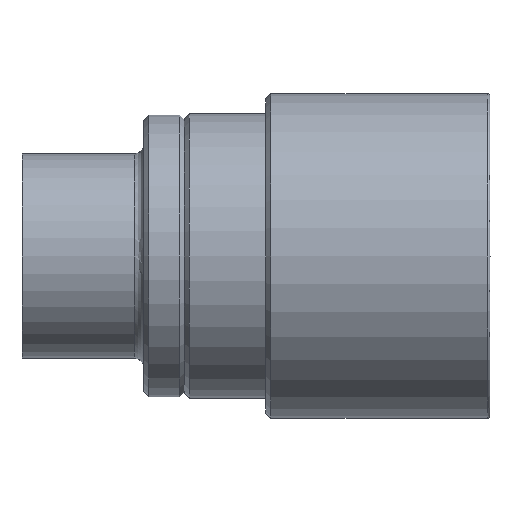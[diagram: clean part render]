
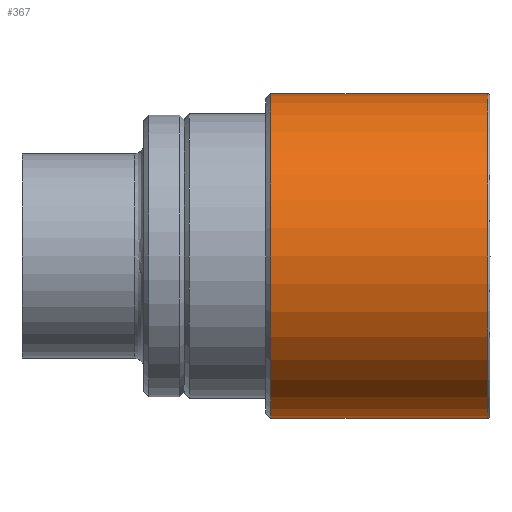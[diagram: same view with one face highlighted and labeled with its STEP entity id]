
A CAD part, front view. The second image highlights one B-rep face of the part: STEP entity #367.
In plain terms, the highlighted cylindrical face has radius 25.4 mm (diameter 50.8 mm), a full revolution.
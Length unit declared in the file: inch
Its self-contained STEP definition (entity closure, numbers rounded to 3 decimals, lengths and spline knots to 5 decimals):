
#145=CARTESIAN_POINT('',(11.98179,7.63805,0.0));
#146=VERTEX_POINT('',#145);
#147=CARTESIAN_POINT('',(11.44179,7.63805,0.0));
#148=VERTEX_POINT('',#147);
#149=CARTESIAN_POINT('',(11.98179,7.63805,0.));
#150=CARTESIAN_POINT('',(11.98179,7.63805,0.03402));
#151=CARTESIAN_POINT('',(11.97491,7.63614,0.07019));
#152=CARTESIAN_POINT('',(11.9472,7.62926,0.13647));
#153=CARTESIAN_POINT('',(11.92638,7.62437,0.1666));
#154=CARTESIAN_POINT('',(11.87856,7.61516,0.21409));
#155=CARTESIAN_POINT('',(11.84832,7.61022,0.23469));
#156=CARTESIAN_POINT('',(11.78194,7.6032,0.26207));
#157=CARTESIAN_POINT('',(11.74578,7.60123,0.26885));
#158=CARTESIAN_POINT('',(11.67779,7.60123,0.26885));
#159=CARTESIAN_POINT('',(11.64163,7.6032,0.26207));
#160=CARTESIAN_POINT('',(11.57525,7.61022,0.23469));
#161=CARTESIAN_POINT('',(11.54501,7.61516,0.21409));
#162=CARTESIAN_POINT('',(11.49719,7.62437,0.1666));
#163=CARTESIAN_POINT('',(11.47637,7.62926,0.13647));
#164=CARTESIAN_POINT('',(11.44867,7.63614,0.07019));
#165=CARTESIAN_POINT('',(11.44179,7.63805,0.03402));
#166=CARTESIAN_POINT('',(11.44179,7.63805,0.));
#167=B_SPLINE_CURVE_WITH_KNOTS('',3,(#149,#150,#151,#152,#153,#154,#155,#156,#157,#158,#159,#160,#161,#162,#163,#164,#165,#166),.UNSPECIFIED.,.F.,.U.,(4,2,2,2,2,2,2,2,4),(0.40813,0.5102,0.61227,0.71426,0.81625,0.91824,1.02023,1.1223,1.22438),.UNSPECIFIED.);
#168=EDGE_CURVE('',#146,#148,#167,.T.);
#170=CARTESIAN_POINT('',(11.44179,7.63805,0.));
#171=CARTESIAN_POINT('',(11.44179,7.63805,-0.03402));
#172=CARTESIAN_POINT('',(11.44867,7.63614,-0.07019));
#173=CARTESIAN_POINT('',(11.47637,7.62926,-0.13647));
#174=CARTESIAN_POINT('',(11.49719,7.62437,-0.1666));
#175=CARTESIAN_POINT('',(11.54501,7.61516,-0.21409));
#176=CARTESIAN_POINT('',(11.57525,7.61022,-0.23469));
#177=CARTESIAN_POINT('',(11.64163,7.6032,-0.26207));
#178=CARTESIAN_POINT('',(11.67779,7.60123,-0.26885));
#179=CARTESIAN_POINT('',(11.71179,7.60123,-0.26885));
#180=CARTESIAN_POINT('',(11.74578,7.60123,-0.26885));
#181=CARTESIAN_POINT('',(11.78194,7.6032,-0.26207));
#182=CARTESIAN_POINT('',(11.84832,7.61022,-0.23469));
#183=CARTESIAN_POINT('',(11.87856,7.61516,-0.21409));
#184=CARTESIAN_POINT('',(11.92638,7.62437,-0.1666));
#185=CARTESIAN_POINT('',(11.9472,7.62926,-0.13647));
#186=CARTESIAN_POINT('',(11.97491,7.63614,-0.07019));
#187=CARTESIAN_POINT('',(11.98179,7.63805,-0.03402));
#188=CARTESIAN_POINT('',(11.98179,7.63805,0.));
#189=B_SPLINE_CURVE_WITH_KNOTS('',3,(#170,#171,#172,#173,#174,#175,#176,#177,#178,#179,#180,#181,#182,#183,#184,#185,#186,#187,#188),.UNSPECIFIED.,.F.,.U.,(4,2,2,2,3,2,2,2,4),(1.22438,1.32645,1.42853,1.53052,1.63251,1.73449,1.83648,1.93856,2.04063),.UNSPECIFIED.);
#190=EDGE_CURVE('',#148,#146,#189,.T.);
#329=CARTESIAN_POINT('',(11.36779,7.63805,0.0));
#330=VERTEX_POINT('',#329);
#331=CARTESIAN_POINT('',(11.36779,6.63805,0.0));
#332=DIRECTION('',(1.0,0.0,0.0));
#333=DIRECTION('',(0.0,1.0,0.0));
#334=AXIS2_PLACEMENT_3D('',#331,#332,#333);
#335=CIRCLE('',#334,1.0);
#336=EDGE_CURVE('',#330,#330,#335,.T.);
#344=CARTESIAN_POINT('',(12.03529,6.63805,0.0));
#345=DIRECTION('',(1.0,0.0,0.0));
#346=DIRECTION('',(0.0,1.0,0.0));
#347=AXIS2_PLACEMENT_3D('',#344,#345,#346);
#348=CYLINDRICAL_SURFACE('',#347,1.0);
#349=CARTESIAN_POINT('',(12.70279,7.63805,0.0));
#350=VERTEX_POINT('',#349);
#351=CARTESIAN_POINT('',(12.70279,6.63805,0.0));
#352=DIRECTION('',(1.0,0.0,0.0));
#353=DIRECTION('',(0.0,1.0,0.0));
#354=AXIS2_PLACEMENT_3D('',#351,#352,#353);
#355=CIRCLE('',#354,1.);
#356=EDGE_CURVE('',#350,#350,#355,.T.);
#357=ORIENTED_EDGE('',*,*,#356,.F.);
#358=EDGE_LOOP('',(#357));
#359=FACE_OUTER_BOUND('',#358,.T.);
#360=ORIENTED_EDGE('',*,*,#168,.T.);
#361=ORIENTED_EDGE('',*,*,#190,.T.);
#362=EDGE_LOOP('',(#360,#361));
#363=FACE_BOUND('',#362,.T.);
#364=ORIENTED_EDGE('',*,*,#336,.T.);
#365=EDGE_LOOP('',(#364));
#366=FACE_BOUND('',#365,.T.);
#367=ADVANCED_FACE('',(#359,#363,#366),#348,.T.);
